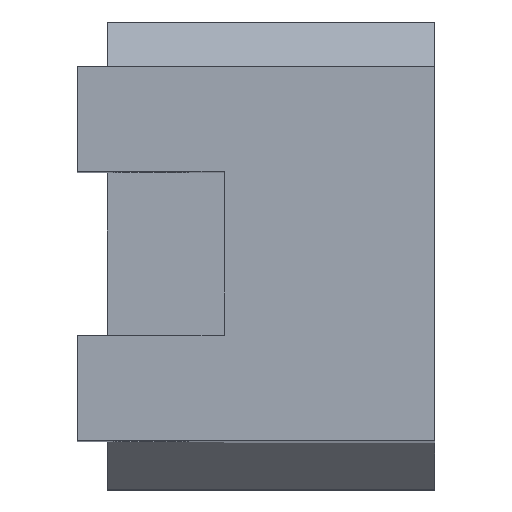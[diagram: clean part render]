
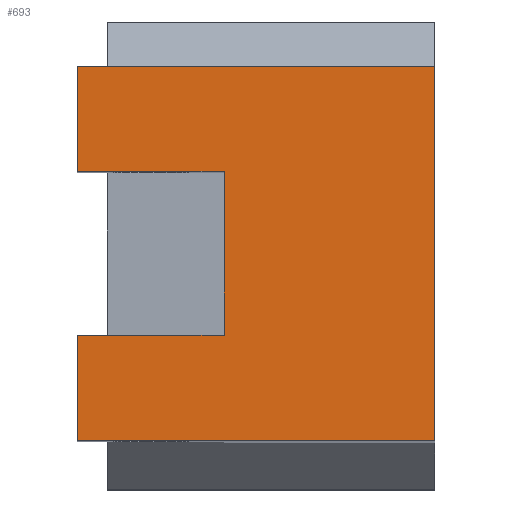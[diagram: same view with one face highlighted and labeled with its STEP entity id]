
A CAD part, top view. The second image highlights one B-rep face of the part: STEP entity #693.
In plain terms, the highlighted planar face has unit normal (0, 0, 1).
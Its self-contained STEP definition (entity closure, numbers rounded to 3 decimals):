
#101=FACE_OUTER_BOUND('',#147,.T.);
#147=EDGE_LOOP('',(#596,#597,#598,#599,#600,#601,#602,#603));
#169=LINE('',#947,#236);
#171=LINE('',#958,#238);
#181=LINE('',#979,#248);
#198=LINE('',#1027,#265);
#224=LINE('',#1208,#291);
#225=LINE('',#1210,#292);
#226=LINE('',#1211,#293);
#227=LINE('',#1212,#294);
#236=VECTOR('',#766,10.);
#238=VECTOR('',#776,10.);
#248=VECTOR('',#790,10.);
#265=VECTOR('',#835,10.);
#291=VECTOR('',#903,10.);
#292=VECTOR('',#906,10.);
#293=VECTOR('',#907,10.);
#294=VECTOR('',#908,10.);
#303=VERTEX_POINT('',#944);
#304=VERTEX_POINT('',#946);
#308=VERTEX_POINT('',#956);
#309=VERTEX_POINT('',#957);
#318=VERTEX_POINT('',#977);
#334=VERTEX_POINT('',#1024);
#335=VERTEX_POINT('',#1026);
#358=VERTEX_POINT('',#1204);
#367=EDGE_CURVE('',#303,#304,#169,.T.);
#372=EDGE_CURVE('',#308,#309,#171,.T.);
#383=EDGE_CURVE('',#303,#318,#181,.T.);
#407=EDGE_CURVE('',#334,#335,#198,.T.);
#447=EDGE_CURVE('',#358,#335,#224,.T.);
#448=EDGE_CURVE('',#309,#358,#225,.T.);
#449=EDGE_CURVE('',#334,#304,#226,.T.);
#450=EDGE_CURVE('',#318,#308,#227,.T.);
#596=ORIENTED_EDGE('',*,*,#448,.T.);
#597=ORIENTED_EDGE('',*,*,#447,.T.);
#598=ORIENTED_EDGE('',*,*,#407,.F.);
#599=ORIENTED_EDGE('',*,*,#449,.T.);
#600=ORIENTED_EDGE('',*,*,#367,.F.);
#601=ORIENTED_EDGE('',*,*,#383,.T.);
#602=ORIENTED_EDGE('',*,*,#450,.T.);
#603=ORIENTED_EDGE('',*,*,#372,.T.);
#662=PLANE('',#746);
#693=ADVANCED_FACE('',(#101),#662,.T.);
#746=AXIS2_PLACEMENT_3D('',#1209,#904,#905);
#766=DIRECTION('',(1.,0.,0.));
#776=DIRECTION('',(0.,-1.,0.));
#790=DIRECTION('',(0.,-1.,0.));
#835=DIRECTION('',(-1.,0.,0.));
#903=DIRECTION('',(0.,-1.,0.));
#904=DIRECTION('center_axis',(0.,0.,1.));
#905=DIRECTION('ref_axis',(1.,0.,0.));
#906=DIRECTION('',(-1.,0.,0.));
#907=DIRECTION('',(0.,1.,0.));
#908=DIRECTION('',(1.,0.,0.));
#944=CARTESIAN_POINT('',(22.956,16.,80.565));
#946=CARTESIAN_POINT('',(53.5,16.,80.565));
#947=CARTESIAN_POINT('',(35.5,16.,80.565));
#956=CARTESIAN_POINT('',(35.5,7.,80.565));
#957=CARTESIAN_POINT('',(35.5,-7.,80.565));
#958=CARTESIAN_POINT('',(35.5,0.,80.565));
#977=CARTESIAN_POINT('',(22.956,7.,80.565));
#979=CARTESIAN_POINT('',(22.956,0.,80.565));
#1024=CARTESIAN_POINT('',(53.5,-16.,80.565));
#1026=CARTESIAN_POINT('',(22.956,-16.,80.565));
#1027=CARTESIAN_POINT('',(35.5,-16.,80.565));
#1204=CARTESIAN_POINT('',(22.956,-7.,80.565));
#1208=CARTESIAN_POINT('',(22.956,0.,80.565));
#1209=CARTESIAN_POINT('Origin',(22.956,0.,80.565));
#1210=CARTESIAN_POINT('',(22.956,-7.,80.565));
#1211=CARTESIAN_POINT('',(53.5,0.,80.565));
#1212=CARTESIAN_POINT('',(29.228,7.,80.565));
